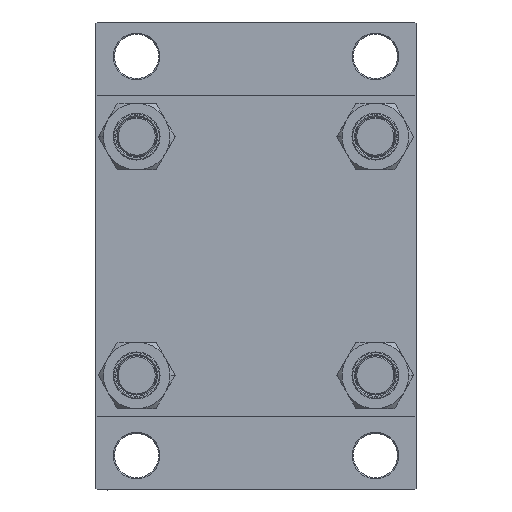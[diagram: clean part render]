
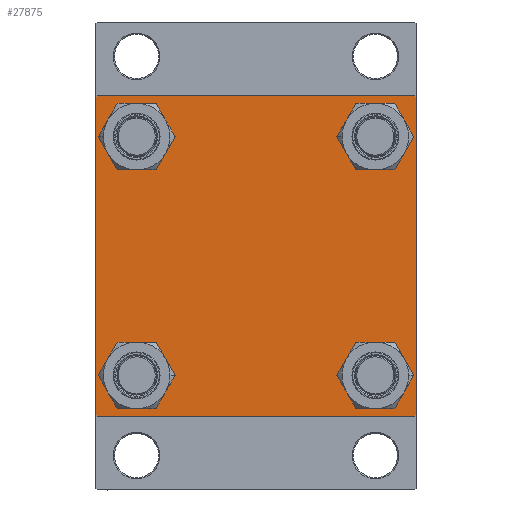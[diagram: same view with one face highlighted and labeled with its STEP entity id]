
A CAD part, left-side view. The second image highlights one B-rep face of the part: STEP entity #27875.
In plain terms, the highlighted planar face has unit normal (-1, 0, 0).
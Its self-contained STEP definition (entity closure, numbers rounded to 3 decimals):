
#591 = CARTESIAN_POINT ( 'NONE',  ( 0., -65., 64.5 ) ) ;
#910 = ORIENTED_EDGE ( 'NONE', *, *, #25991, .T. ) ;
#919 = DIRECTION ( 'NONE',  ( 0., -0.707, -0.707 ) ) ;
#2547 = LINE ( 'NONE', #20626, #36171 ) ;
#2956 = EDGE_LOOP ( 'NONE', ( #47471, #910 ) ) ;
#3175 = EDGE_CURVE ( 'NONE', #35116, #30314, #37639, .T. ) ;
#3196 = DIRECTION ( 'NONE',  ( 0., 0., 1. ) ) ;
#3407 = EDGE_CURVE ( 'NONE', #9204, #42011, #26622, .T. ) ;
#3974 = EDGE_CURVE ( 'NONE', #33869, #26998, #38638, .T. ) ;
#4020 = DIRECTION ( 'NONE',  ( 0., 0., -1. ) ) ;
#4877 = EDGE_CURVE ( 'NONE', #46445, #46017, #35970, .T. ) ;
#5278 = DIRECTION ( 'NONE',  ( 0., 0., -1. ) ) ;
#5300 = DIRECTION ( 'NONE',  ( 0., 0., 1. ) ) ;
#5434 = CARTESIAN_POINT ( 'NONE',  ( 0., 48.45, -56.95 ) ) ;
#5716 = ORIENTED_EDGE ( 'NONE', *, *, #28343, .T. ) ;
#5812 = AXIS2_PLACEMENT_3D ( 'NONE', #46754, #24999, #29122 ) ;
#5984 = AXIS2_PLACEMENT_3D ( 'NONE', #35648, #22330, #44551 ) ;
#6084 = EDGE_LOOP ( 'NONE', ( #27690, #7313 ) ) ;
#6266 = CARTESIAN_POINT ( 'NONE',  ( 0., 64.75, 64.75 ) ) ;
#6743 = CARTESIAN_POINT ( 'NONE',  ( 0., 0., 0. ) ) ;
#6856 = ORIENTED_EDGE ( 'NONE', *, *, #39988, .T. ) ;
#6884 = CARTESIAN_POINT ( 'NONE',  ( 0., 48.45, -48.45 ) ) ;
#6974 = CIRCLE ( 'NONE', #8517, 8.5 ) ;
#7241 = AXIS2_PLACEMENT_3D ( 'NONE', #18404, #7799, #25416 ) ;
#7313 = ORIENTED_EDGE ( 'NONE', *, *, #3407, .T. ) ;
#7613 = EDGE_LOOP ( 'NONE', ( #35478, #34023 ) ) ;
#7671 = EDGE_CURVE ( 'NONE', #38925, #20734, #20595, .T. ) ;
#7799 = DIRECTION ( 'NONE',  ( 1., 0., 0. ) ) ;
#8167 = LINE ( 'NONE', #37159, #35214 ) ;
#8517 = AXIS2_PLACEMENT_3D ( 'NONE', #6884, #10488, #44286 ) ;
#8691 = CARTESIAN_POINT ( 'NONE',  ( 0., 65., 64.5 ) ) ;
#9204 = VERTEX_POINT ( 'NONE', #5434 ) ;
#9585 = LINE ( 'NONE', #35445, #14270 ) ;
#10448 = VECTOR ( 'NONE', #919, 1000. ) ;
#10488 = DIRECTION ( 'NONE',  ( 1., 0., 0. ) ) ;
#10498 = DIRECTION ( 'NONE',  ( 0., -0.707, 0.707 ) ) ;
#11275 = AXIS2_PLACEMENT_3D ( 'NONE', #29012, #32410, #3196 ) ;
#11725 = CARTESIAN_POINT ( 'NONE',  ( 0., -48.45, 39.95 ) ) ;
#11783 = CARTESIAN_POINT ( 'NONE',  ( 0., -48.45, -56.95 ) ) ;
#11900 = CARTESIAN_POINT ( 'NONE',  ( 0., 48.45, 56.95 ) ) ;
#12258 = CARTESIAN_POINT ( 'NONE',  ( 0., -48.45, 48.45 ) ) ;
#13234 = FACE_BOUND ( 'NONE', #7613, .T. ) ;
#13701 = CARTESIAN_POINT ( 'NONE',  ( 0., -64.5, -65. ) ) ;
#13804 = VECTOR ( 'NONE', #10498, 1000. ) ;
#14098 = DIRECTION ( 'NONE',  ( 0., 0.707, 0.707 ) ) ;
#14195 = FACE_BOUND ( 'NONE', #2956, .T. ) ;
#14270 = VECTOR ( 'NONE', #5278, 1000. ) ;
#14301 = VECTOR ( 'NONE', #20243, 1000. ) ;
#14853 = LINE ( 'NONE', #43868, #17204 ) ;
#15234 = ORIENTED_EDGE ( 'NONE', *, *, #3175, .T. ) ;
#15979 = CARTESIAN_POINT ( 'NONE',  ( 0., 48.45, 39.95 ) ) ;
#16440 = AXIS2_PLACEMENT_3D ( 'NONE', #6743, #43677, #46576 ) ;
#16967 = ORIENTED_EDGE ( 'NONE', *, *, #43728, .T. ) ;
#17204 = VECTOR ( 'NONE', #4020, 1000. ) ;
#17270 = ORIENTED_EDGE ( 'NONE', *, *, #3974, .T. ) ;
#17286 = CARTESIAN_POINT ( 'NONE',  ( 0., 65., 65. ) ) ;
#17328 = VERTEX_POINT ( 'NONE', #38222 ) ;
#17573 = EDGE_CURVE ( 'NONE', #42011, #9204, #6974, .T. ) ;
#18404 = CARTESIAN_POINT ( 'NONE',  ( 0., -48.45, -48.45 ) ) ;
#19336 = EDGE_CURVE ( 'NONE', #29883, #36384, #37138, .T. ) ;
#19498 = DIRECTION ( 'NONE',  ( 1., 0., 0. ) ) ;
#20243 = DIRECTION ( 'NONE',  ( 0., 0.707, -0.707 ) ) ;
#20595 = CIRCLE ( 'NONE', #5984, 8.5 ) ;
#20626 = CARTESIAN_POINT ( 'NONE',  ( 0., -64.75, 64.75 ) ) ;
#20734 = VERTEX_POINT ( 'NONE', #11900 ) ;
#21352 = DIRECTION ( 'NONE',  ( 0., 0., 1. ) ) ;
#21406 = CARTESIAN_POINT ( 'NONE',  ( 0., -48.45, -39.95 ) ) ;
#22330 = DIRECTION ( 'NONE',  ( 1., 0., 0. ) ) ;
#22683 = ORIENTED_EDGE ( 'NONE', *, *, #47112, .T. ) ;
#23128 = DIRECTION ( 'NONE',  ( 0., 0., 1. ) ) ;
#24345 = PLANE ( 'NONE',  #16440 ) ;
#24568 = CARTESIAN_POINT ( 'NONE',  ( 0., -48.45, -48.45 ) ) ;
#24588 = FACE_OUTER_BOUND ( 'NONE', #45846, .T. ) ;
#24889 = VERTEX_POINT ( 'NONE', #591 ) ;
#24999 = DIRECTION ( 'NONE',  ( 1., 0., 0. ) ) ;
#25263 = VERTEX_POINT ( 'NONE', #42515 ) ;
#25416 = DIRECTION ( 'NONE',  ( 0., 0., 1. ) ) ;
#25722 = CIRCLE ( 'NONE', #7241, 8.5 ) ;
#25794 = VECTOR ( 'NONE', #42425, 1000. ) ;
#25991 = EDGE_CURVE ( 'NONE', #36384, #29883, #25722, .T. ) ;
#26622 = CIRCLE ( 'NONE', #5812, 8.5 ) ;
#26998 = VERTEX_POINT ( 'NONE', #8691 ) ;
#27690 = ORIENTED_EDGE ( 'NONE', *, *, #17573, .T. ) ;
#27875 = ADVANCED_FACE ( 'NONE', ( #32580, #14195, #28941, #13234, #24588 ), #24345, .T. ) ;
#28126 = CARTESIAN_POINT ( 'NONE',  ( 0., 64.5, 65. ) ) ;
#28214 = ORIENTED_EDGE ( 'NONE', *, *, #4877, .T. ) ;
#28343 = EDGE_CURVE ( 'NONE', #26998, #35116, #14853, .T. ) ;
#28941 = FACE_BOUND ( 'NONE', #6084, .T. ) ;
#29012 = CARTESIAN_POINT ( 'NONE',  ( 0., -48.45, 48.45 ) ) ;
#29122 = DIRECTION ( 'NONE',  ( 0., 0., 1. ) ) ;
#29883 = VERTEX_POINT ( 'NONE', #21406 ) ;
#29947 = ORIENTED_EDGE ( 'NONE', *, *, #31334, .F. ) ;
#30314 = VERTEX_POINT ( 'NONE', #45007 ) ;
#30639 = CIRCLE ( 'NONE', #40640, 8.5 ) ;
#31334 = EDGE_CURVE ( 'NONE', #33869, #17328, #47003, .T. ) ;
#32410 = DIRECTION ( 'NONE',  ( 1., 0., 0. ) ) ;
#32486 = DIRECTION ( 'NONE',  ( 1., 0., 0. ) ) ;
#32580 = FACE_BOUND ( 'NONE', #37417, .T. ) ;
#32603 = EDGE_CURVE ( 'NONE', #24889, #25263, #9585, .T. ) ;
#33782 = CIRCLE ( 'NONE', #40704, 8.5 ) ;
#33803 = CARTESIAN_POINT ( 'NONE',  ( 0., -48.45, 56.95 ) ) ;
#33869 = VERTEX_POINT ( 'NONE', #28126 ) ;
#34023 = ORIENTED_EDGE ( 'NONE', *, *, #7671, .T. ) ;
#34599 = CARTESIAN_POINT ( 'NONE',  ( 0., 65., -64.5 ) ) ;
#35116 = VERTEX_POINT ( 'NONE', #34599 ) ;
#35214 = VECTOR ( 'NONE', #45111, 1000. ) ;
#35445 = CARTESIAN_POINT ( 'NONE',  ( 0., -65., 65. ) ) ;
#35478 = ORIENTED_EDGE ( 'NONE', *, *, #42032, .T. ) ;
#35648 = CARTESIAN_POINT ( 'NONE',  ( 0., 48.45, 48.45 ) ) ;
#35970 = CIRCLE ( 'NONE', #11275, 8.5 ) ;
#36171 = VECTOR ( 'NONE', #14098, 1000. ) ;
#36384 = VERTEX_POINT ( 'NONE', #11783 ) ;
#36471 = EDGE_CURVE ( 'NONE', #46017, #46445, #30639, .T. ) ;
#37138 = CIRCLE ( 'NONE', #42494, 8.5 ) ;
#37159 = CARTESIAN_POINT ( 'NONE',  ( 0., 65., -65. ) ) ;
#37417 = EDGE_LOOP ( 'NONE', ( #28214, #41054 ) ) ;
#37639 = LINE ( 'NONE', #44862, #10448 ) ;
#38222 = CARTESIAN_POINT ( 'NONE',  ( 0., -64.5, 65. ) ) ;
#38638 = LINE ( 'NONE', #6266, #14301 ) ;
#38925 = VERTEX_POINT ( 'NONE', #15979 ) ;
#38962 = ORIENTED_EDGE ( 'NONE', *, *, #32603, .F. ) ;
#39729 = CARTESIAN_POINT ( 'NONE',  ( 0., 48.45, 48.45 ) ) ;
#39985 = CARTESIAN_POINT ( 'NONE',  ( 0., -64.75, -64.75 ) ) ;
#39988 = EDGE_CURVE ( 'NONE', #30314, #44379, #8167, .T. ) ;
#40640 = AXIS2_PLACEMENT_3D ( 'NONE', #12258, #19498, #23128 ) ;
#40704 = AXIS2_PLACEMENT_3D ( 'NONE', #39729, #32486, #21352 ) ;
#41054 = ORIENTED_EDGE ( 'NONE', *, *, #36471, .T. ) ;
#42011 = VERTEX_POINT ( 'NONE', #45999 ) ;
#42032 = EDGE_CURVE ( 'NONE', #20734, #38925, #33782, .T. ) ;
#42425 = DIRECTION ( 'NONE',  ( 0., -1., 0. ) ) ;
#42494 = AXIS2_PLACEMENT_3D ( 'NONE', #24568, #46557, #5300 ) ;
#42515 = CARTESIAN_POINT ( 'NONE',  ( 0., -65., -64.5 ) ) ;
#43677 = DIRECTION ( 'NONE',  ( -1., 0., 0. ) ) ;
#43728 = EDGE_CURVE ( 'NONE', #44379, #25263, #43834, .T. ) ;
#43834 = LINE ( 'NONE', #39985, #13804 ) ;
#43868 = CARTESIAN_POINT ( 'NONE',  ( 0., 65., 65. ) ) ;
#44286 = DIRECTION ( 'NONE',  ( 0., 0., 1. ) ) ;
#44379 = VERTEX_POINT ( 'NONE', #13701 ) ;
#44551 = DIRECTION ( 'NONE',  ( 0., 0., 1. ) ) ;
#44862 = CARTESIAN_POINT ( 'NONE',  ( 0., 64.75, -64.75 ) ) ;
#45007 = CARTESIAN_POINT ( 'NONE',  ( 0., 64.5, -65. ) ) ;
#45111 = DIRECTION ( 'NONE',  ( 0., -1., 0. ) ) ;
#45846 = EDGE_LOOP ( 'NONE', ( #5716, #15234, #6856, #16967, #38962, #22683, #29947, #17270 ) ) ;
#45999 = CARTESIAN_POINT ( 'NONE',  ( 0., 48.45, -39.95 ) ) ;
#46017 = VERTEX_POINT ( 'NONE', #11725 ) ;
#46445 = VERTEX_POINT ( 'NONE', #33803 ) ;
#46557 = DIRECTION ( 'NONE',  ( 1., 0., 0. ) ) ;
#46576 = DIRECTION ( 'NONE',  ( 0., 0., 1. ) ) ;
#46754 = CARTESIAN_POINT ( 'NONE',  ( 0., 48.45, -48.45 ) ) ;
#47003 = LINE ( 'NONE', #17286, #25794 ) ;
#47112 = EDGE_CURVE ( 'NONE', #24889, #17328, #2547, .T. ) ;
#47471 = ORIENTED_EDGE ( 'NONE', *, *, #19336, .T. ) ;
